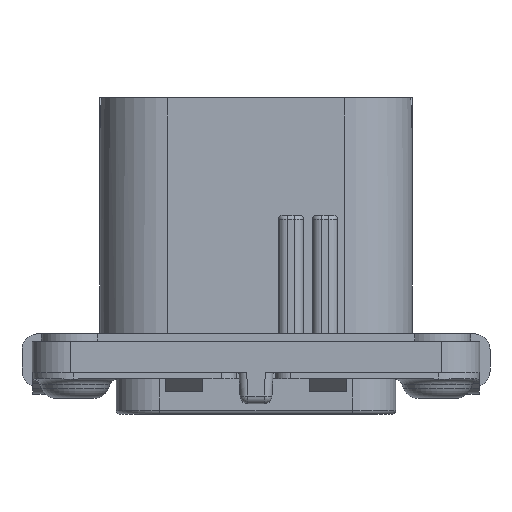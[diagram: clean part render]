
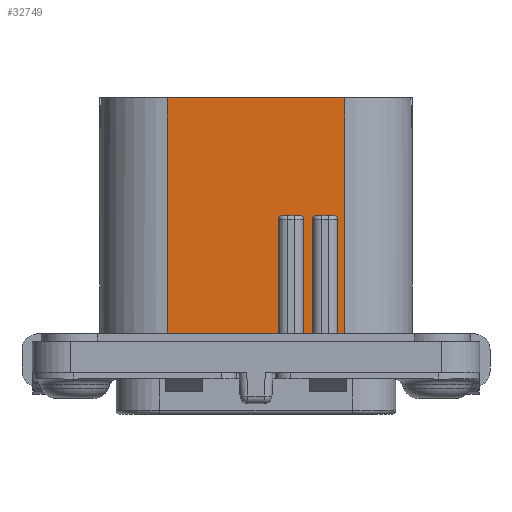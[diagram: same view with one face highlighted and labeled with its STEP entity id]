
A CAD part, front view. The second image highlights one B-rep face of the part: STEP entity #32749.
In plain terms, the highlighted planar face has unit normal (0, -1, 0).
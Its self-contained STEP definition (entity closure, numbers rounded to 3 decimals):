
#1463=DIRECTION('',(1.,0.,0.));
#1464=VECTOR('',#1463,0.45);
#1465=CARTESIAN_POINT('',(5.25,-9.,2.));
#1466=LINE('',#1465,#1464);
#1607=DIRECTION('',(1.,0.,0.));
#1608=VECTOR('',#1607,11.4);
#1609=CARTESIAN_POINT('',(-5.7,-9.,17.67));
#1610=LINE('',#1609,#1608);
#7555=DIRECTION('',(0.,0.,1.));
#7556=VECTOR('',#7555,7.87);
#7557=CARTESIAN_POINT('',(5.25,-9.,2.));
#7558=LINE('',#7557,#7556);
#7559=DIRECTION('',(1.,0.,0.));
#7560=VECTOR('',#7559,1.1);
#7561=CARTESIAN_POINT('',(3.9,-9.,10.12));
#7562=LINE('',#7561,#7560);
#7563=DIRECTION('',(0.,0.,1.));
#7564=VECTOR('',#7563,7.87);
#7565=CARTESIAN_POINT('',(3.65,-9.,2.));
#7566=LINE('',#7565,#7564);
#7567=DIRECTION('',(0.,0.,1.));
#7568=VECTOR('',#7567,7.87);
#7569=CARTESIAN_POINT('',(3.04,-9.,2.));
#7570=LINE('',#7569,#7568);
#7571=DIRECTION('',(1.,0.,0.));
#7572=VECTOR('',#7571,1.1);
#7573=CARTESIAN_POINT('',(1.69,-9.,10.12));
#7574=LINE('',#7573,#7572);
#7575=DIRECTION('',(0.,0.,1.));
#7576=VECTOR('',#7575,7.87);
#7577=CARTESIAN_POINT('',(1.44,-9.,2.));
#7578=LINE('',#7577,#7576);
#7579=DIRECTION('',(0.,0.,-1.));
#7580=VECTOR('',#7579,15.67);
#7581=CARTESIAN_POINT('',(-5.7,-9.,17.67));
#7582=LINE('',#7581,#7580);
#7583=DIRECTION('',(0.,0.,-1.));
#7584=VECTOR('',#7583,15.67);
#7585=CARTESIAN_POINT('',(5.7,-9.,17.67));
#7586=LINE('',#7585,#7584);
#7600=CARTESIAN_POINT('',(5.,-9.,9.87));
#7601=DIRECTION('',(0.,1.,0.));
#7602=DIRECTION('',(0.,0.,1.));
#7603=AXIS2_PLACEMENT_3D('',#7600,#7601,#7602);
#7642=CARTESIAN_POINT('',(3.9,-9.,9.87));
#7643=DIRECTION('',(0.,1.,0.));
#7644=DIRECTION('',(-1.,0.,0.));
#7645=AXIS2_PLACEMENT_3D('',#7642,#7643,#7644);
#7753=DIRECTION('',(1.,0.,0.));
#7754=VECTOR('',#7753,7.14);
#7755=CARTESIAN_POINT('',(-5.7,-9.,2.));
#7756=LINE('',#7755,#7754);
#7765=CARTESIAN_POINT('',(1.69,-9.,9.87));
#7766=DIRECTION('',(0.,1.,0.));
#7767=DIRECTION('',(-1.,0.,0.));
#7768=AXIS2_PLACEMENT_3D('',#7765,#7766,#7767);
#7797=CARTESIAN_POINT('',(2.79,-9.,9.87));
#7798=DIRECTION('',(0.,1.,0.));
#7799=DIRECTION('',(0.,0.,1.));
#7800=AXIS2_PLACEMENT_3D('',#7797,#7798,#7799);
#7822=DIRECTION('',(1.,0.,0.));
#7823=VECTOR('',#7822,0.61);
#7824=CARTESIAN_POINT('',(3.04,-9.,2.));
#7825=LINE('',#7824,#7823);
#18507=CARTESIAN_POINT('',(-5.7,-9.,17.67));
#18508=CARTESIAN_POINT('',(-5.7,-9.,2.));
#18509=VERTEX_POINT('',#18507);
#18510=VERTEX_POINT('',#18508);
#18511=CARTESIAN_POINT('',(5.7,-9.,17.67));
#18512=CARTESIAN_POINT('',(5.7,-9.,2.));
#18513=VERTEX_POINT('',#18511);
#18514=VERTEX_POINT('',#18512);
#18669=CARTESIAN_POINT('',(1.44,-9.,2.));
#18670=VERTEX_POINT('',#18669);
#18671=CARTESIAN_POINT('',(3.04,-9.,2.));
#18672=CARTESIAN_POINT('',(3.65,-9.,2.));
#18673=VERTEX_POINT('',#18671);
#18674=VERTEX_POINT('',#18672);
#18675=CARTESIAN_POINT('',(5.25,-9.,2.));
#18676=VERTEX_POINT('',#18675);
#21134=CARTESIAN_POINT('',(3.04,-9.,9.87));
#21136=VERTEX_POINT('',#21134);
#21138=CARTESIAN_POINT('',(2.79,-9.,10.12));
#21140=VERTEX_POINT('',#21138);
#21161=CARTESIAN_POINT('',(1.69,-9.,10.12));
#21162=VERTEX_POINT('',#21161);
#21163=CARTESIAN_POINT('',(1.44,-9.,9.87));
#21164=VERTEX_POINT('',#21163);
#21166=CARTESIAN_POINT('',(5.25,-9.,9.87));
#21168=VERTEX_POINT('',#21166);
#21170=CARTESIAN_POINT('',(5.,-9.,10.12));
#21172=VERTEX_POINT('',#21170);
#21173=CARTESIAN_POINT('',(3.9,-9.,10.12));
#21175=VERTEX_POINT('',#21173);
#21177=CARTESIAN_POINT('',(3.65,-9.,9.87));
#21179=VERTEX_POINT('',#21177);
#32713=CARTESIAN_POINT('',(-10.05,-9.,2.));
#32714=DIRECTION('',(0.,-1.,0.));
#32715=DIRECTION('',(1.,0.,0.));
#32716=AXIS2_PLACEMENT_3D('',#32713,#32714,#32715);
#32717=PLANE('',#32716);
#32719=ORIENTED_EDGE('',*,*,#32718,.T.);
#32721=ORIENTED_EDGE('',*,*,#32720,.F.);
#32723=ORIENTED_EDGE('',*,*,#32722,.F.);
#32725=ORIENTED_EDGE('',*,*,#32724,.F.);
#32727=ORIENTED_EDGE('',*,*,#32726,.F.);
#32729=ORIENTED_EDGE('',*,*,#32728,.F.);
#32731=ORIENTED_EDGE('',*,*,#32730,.T.);
#32733=ORIENTED_EDGE('',*,*,#32732,.F.);
#32735=ORIENTED_EDGE('',*,*,#32734,.F.);
#32737=ORIENTED_EDGE('',*,*,#32736,.F.);
#32739=ORIENTED_EDGE('',*,*,#32738,.F.);
#32741=ORIENTED_EDGE('',*,*,#32740,.F.);
#32743=ORIENTED_EDGE('',*,*,#32742,.F.);
#32744=ORIENTED_EDGE('',*,*,#24384,.T.);
#32745=ORIENTED_EDGE('',*,*,#24353,.T.);
#32746=ORIENTED_EDGE('',*,*,#24180,.F.);
#32747=EDGE_LOOP('',(#32719,#32721,#32723,#32725,#32727,#32729,#32731,#32733,
#32735,#32737,#32739,#32741,#32743,#32744,#32745,#32746));
#32748=FACE_OUTER_BOUND('',#32747,.F.);
#32749=ADVANCED_FACE('',(#32748),#32717,.T.);
#7604=CIRCLE('',#7603,0.25);
#7646=CIRCLE('',#7645,0.25);
#7769=CIRCLE('',#7768,0.25);
#7801=CIRCLE('',#7800,0.25);
#24180=EDGE_CURVE('',#18676,#18514,#1466,.T.);
#24353=EDGE_CURVE('',#18513,#18514,#7586,.T.);
#24384=EDGE_CURVE('',#18509,#18513,#1610,.T.);
#32718=EDGE_CURVE('',#18676,#21168,#7558,.T.);
#32720=EDGE_CURVE('',#21172,#21168,#7604,.T.);
#32722=EDGE_CURVE('',#21175,#21172,#7562,.T.);
#32724=EDGE_CURVE('',#21179,#21175,#7646,.T.);
#32726=EDGE_CURVE('',#18674,#21179,#7566,.T.);
#32728=EDGE_CURVE('',#18673,#18674,#7825,.T.);
#32730=EDGE_CURVE('',#18673,#21136,#7570,.T.);
#32732=EDGE_CURVE('',#21140,#21136,#7801,.T.);
#32734=EDGE_CURVE('',#21162,#21140,#7574,.T.);
#32736=EDGE_CURVE('',#21164,#21162,#7769,.T.);
#32738=EDGE_CURVE('',#18670,#21164,#7578,.T.);
#32740=EDGE_CURVE('',#18510,#18670,#7756,.T.);
#32742=EDGE_CURVE('',#18509,#18510,#7582,.T.);
